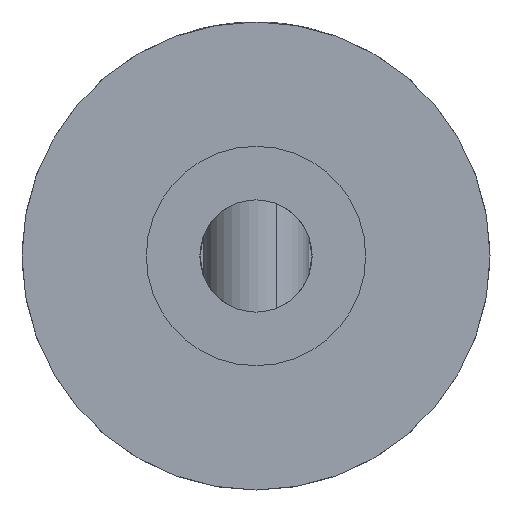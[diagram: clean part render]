
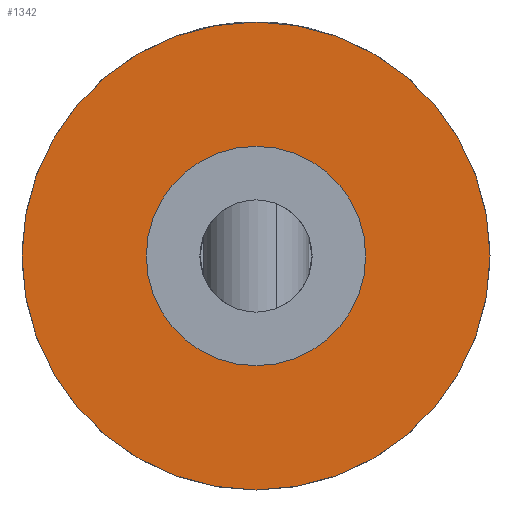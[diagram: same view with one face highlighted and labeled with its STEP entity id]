
A CAD part, left-side view. The second image highlights one B-rep face of the part: STEP entity #1342.
In plain terms, the highlighted planar face has unit normal (-1, 0, 0).
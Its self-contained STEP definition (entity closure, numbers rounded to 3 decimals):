
#607 = EDGE_CURVE ( 'NONE', #766, #756, #3354, .T. ) ;
#756 = VERTEX_POINT ( 'NONE', #3608 ) ;
#766 = VERTEX_POINT ( 'NONE', #3662 ) ;
#779 = VERTEX_POINT ( 'NONE', #3571 ) ;
#803 = VERTEX_POINT ( 'NONE', #3868 ) ;
#826 = EDGE_CURVE ( 'NONE', #779, #803, #3805, .T. ) ;
#1180 = EDGE_LOOP ( 'NONE', ( #1392, #1347 ) ) ;
#1293 = ORIENTED_EDGE ( 'NONE', *, *, #826, .T. ) ;
#1294 = EDGE_CURVE ( 'NONE', #803, #779, #4539, .T. ) ;
#1299 = EDGE_CURVE ( 'NONE', #756, #766, #5859, .T. ) ;
#1341 = ORIENTED_EDGE ( 'NONE', *, *, #1294, .T. ) ;
#1342 = ADVANCED_FACE ( 'NONE', ( #5684, #5643 ), #5642, .T. ) ;
#1347 = ORIENTED_EDGE ( 'NONE', *, *, #1299, .F. ) ;
#1392 = ORIENTED_EDGE ( 'NONE', *, *, #607, .F. ) ;
#1393 = EDGE_LOOP ( 'NONE', ( #1293, #1341 ) ) ;
#3163 = DIRECTION ( 'NONE',  ( 0., 0., -1. ) ) ;
#3164 = DIRECTION ( 'NONE',  ( 1., 0., 0. ) ) ;
#3352 = CARTESIAN_POINT ( 'NONE',  ( 44.45, 0., 0. ) ) ;
#3354 = CIRCLE ( 'NONE', #3362, 26.67 ) ;
#3362 = AXIS2_PLACEMENT_3D ( 'NONE', #3352, #3164, #3163 ) ;
#3571 = CARTESIAN_POINT ( 'NONE',  ( 44.45, 0., -12.5 ) ) ;
#3608 = CARTESIAN_POINT ( 'NONE',  ( 44.45, 0., 26.67 ) ) ;
#3662 = CARTESIAN_POINT ( 'NONE',  ( 44.45, 0., -26.67 ) ) ;
#3805 = CIRCLE ( 'NONE', #3972, 12.5 ) ;
#3868 = CARTESIAN_POINT ( 'NONE',  ( 44.45, 0., 12.5 ) ) ;
#3960 = DIRECTION ( 'NONE',  ( 0., 0., -1. ) ) ;
#3961 = DIRECTION ( 'NONE',  ( 1., 0., 0. ) ) ;
#3962 = CARTESIAN_POINT ( 'NONE',  ( 44.45, 0., 0. ) ) ;
#3972 = AXIS2_PLACEMENT_3D ( 'NONE', #3962, #3961, #3960 ) ;
#4503 = DIRECTION ( 'NONE',  ( 0., 0., -1. ) ) ;
#4504 = DIRECTION ( 'NONE',  ( 1., 0., 0. ) ) ;
#4505 = CARTESIAN_POINT ( 'NONE',  ( 44.45, 0., 0. ) ) ;
#4510 = AXIS2_PLACEMENT_3D ( 'NONE', #4505, #4504, #4503 ) ;
#4539 = CIRCLE ( 'NONE', #4510, 12.5 ) ;
#5642 = PLANE ( 'NONE',  #5681 ) ;
#5643 = FACE_OUTER_BOUND ( 'NONE', #1180, .T. ) ;
#5651 = DIRECTION ( 'NONE',  ( -1., 0., 0. ) ) ;
#5671 = DIRECTION ( 'NONE',  ( 0., 0., 1. ) ) ;
#5681 = AXIS2_PLACEMENT_3D ( 'NONE', #5685, #5651, #5671 ) ;
#5684 = FACE_BOUND ( 'NONE', #1393, .T. ) ;
#5685 = CARTESIAN_POINT ( 'NONE',  ( 44.45, 26.67, 0. ) ) ;
#5790 = CARTESIAN_POINT ( 'NONE',  ( 44.45, 0., 0. ) ) ;
#5804 = DIRECTION ( 'NONE',  ( 0., 0., -1. ) ) ;
#5805 = DIRECTION ( 'NONE',  ( 1., 0., 0. ) ) ;
#5809 = AXIS2_PLACEMENT_3D ( 'NONE', #5790, #5805, #5804 ) ;
#5859 = CIRCLE ( 'NONE', #5809, 26.67 ) ;
